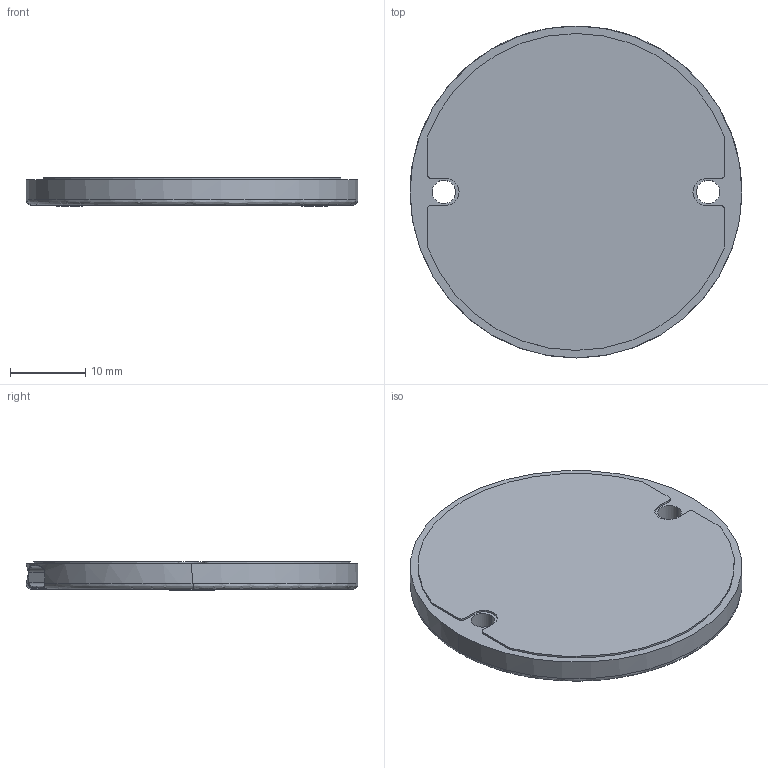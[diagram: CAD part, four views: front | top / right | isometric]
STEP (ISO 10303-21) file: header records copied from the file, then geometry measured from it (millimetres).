
FILE_DESCRIPTION (( 'STEP AP214' ), '1' );
FILE_NAME ('CoB-Module 2213254.STEP', '2016-11-30T07:09:54', ( 'Admin' ), ( 'Microsoft' ), 'SwSTEP 2.0', 'SolidWorks 2017', '' );
FILE_SCHEMA (( 'AUTOMOTIVE_DESIGN' ));
Length unit declared in the file: millimetre
Products named in the file (7): DMS125_126_128; 1-2213254-1; CoB-Module 2213254; Thermal Tape MTC-TC-PC 3.0
Assembly tree (3 placements, depth 2):
  DMS125_126_128
  1-2213254-1
  CoB-Module 2213254
    1-2213254-1
    DMS125_126_128
    Thermal Tape MTC-TC-PC 3.0
  Thermal Tape MTC-TC-PC 3.0
Bounding box: 44 x 44 x 3.8 mm (x, y, z)
Volume: 4676.4 mm3; surface area: 7114.2 mm2
Topology: 3 solids, 3 shells, 348 faces, 944 edges, 618 vertices
Faces by surface type: plane 215, cylinder 97, bspline 24, cone 8, torus 4
Entity records: 13133 total; most frequent: CARTESIAN_POINT 3702, ORIENTED_EDGE 1882, DIRECTION 1698, EDGE_CURVE 941, VECTOR 632, LINE 632, VERTEX_POINT 618, AXIS2_PLACEMENT_3D 533
